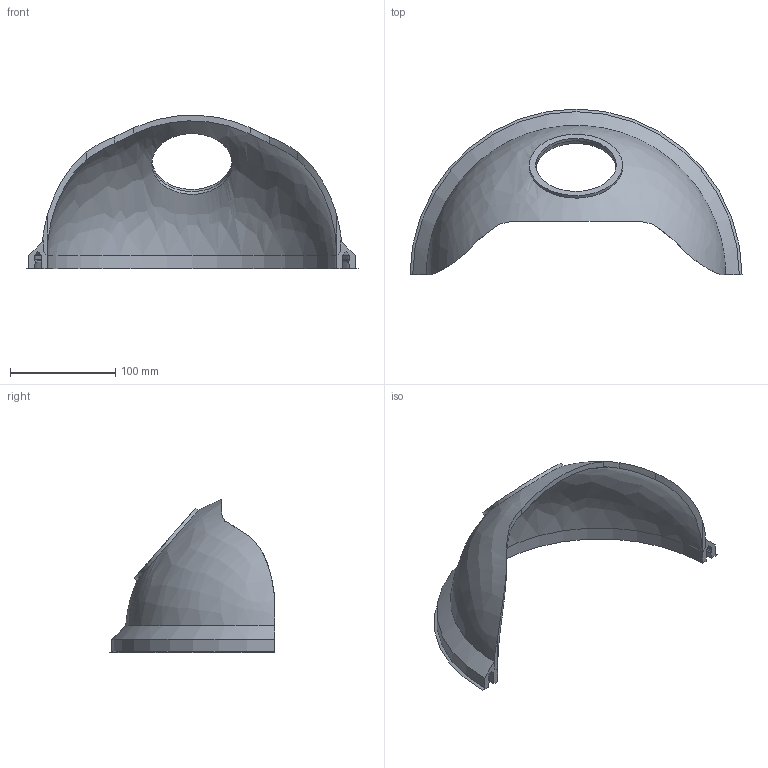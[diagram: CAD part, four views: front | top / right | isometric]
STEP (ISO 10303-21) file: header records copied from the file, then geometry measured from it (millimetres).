
FILE_DESCRIPTION(/* description */ (''),/* implementation_level */ '2;1');
FILE_NAME(/* name */ 'Concrete Mixer Shroud 3 inch.step',/* time_stamp */ '2023-08-09T16:44:31-04:00',/* author */ (''),/* organization */ (''),/* preprocessor_version */ 'ST-DEVELOPER v20',/* originating_system */ 'Autodesk Translation Framework v12.9.0.99',/* authorisation */ '');
FILE_SCHEMA (('AUTOMOTIVE_DESIGN { 1 0 10303 214 3 1 1 }'));
Length unit declared in the file: inch
Products named in the file (1): (Unsaved)
Bounding box: 314.96 x 157.48 x 145.72 mm (x, y, z)
Volume: 324054.4 mm3; surface area: 133132.5 mm2
Topology: 1 solids, 1 shells, 30 faces, 82 edges, 53 vertices
Faces by surface type: cylinder 11, plane 8, cone 5, bspline 4, torus 2
Full cylindrical faces by diameter (mm): 76.2 x1
Entity records: 1689 total; most frequent: CARTESIAN_POINT 926, ORIENTED_EDGE 160, DIRECTION 139, EDGE_CURVE 80, VERTEX_POINT 53, AXIS2_PLACEMENT_3D 50, LINE 39, VECTOR 39
